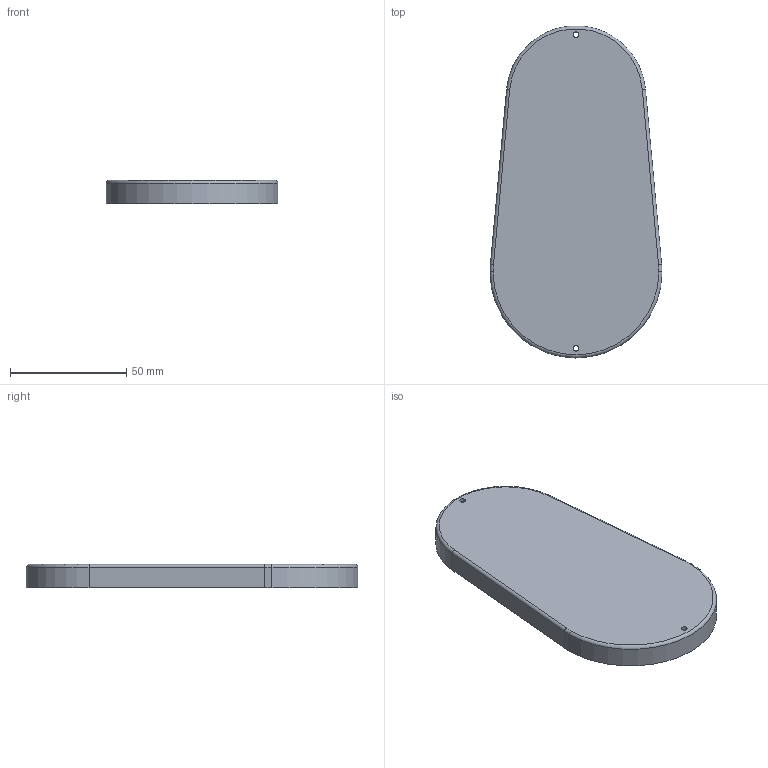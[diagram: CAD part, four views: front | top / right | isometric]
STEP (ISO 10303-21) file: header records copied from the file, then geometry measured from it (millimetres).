
FILE_DESCRIPTION (( 'STEP AP214' ), '1' );
FILE_NAME ('Base emboutissage.STEP', '2024-08-30T21:45:40', ( '' ), ( '' ), 'SwSTEP 2.0', 'SolidWorks 2024', '' );
FILE_SCHEMA (( 'AUTOMOTIVE_DESIGN' ));
Length unit declared in the file: millimetre
Products named in the file (1): Base emboutissage
Bounding box: 74.05 x 142.93 x 10 mm (x, y, z)
Volume: 86624 mm3; surface area: 20931.7 mm2
Topology: 1 solids, 1 shells, 18 faces, 42 edges, 26 vertices
Faces by surface type: cylinder 10, torus 4, plane 4
Entity records: 555 total; most frequent: DIRECTION 106, CARTESIAN_POINT 87, ORIENTED_EDGE 84, AXIS2_PLACEMENT_3D 45, EDGE_CURVE 42, CIRCLE 26, VERTEX_POINT 26, EDGE_LOOP 22
